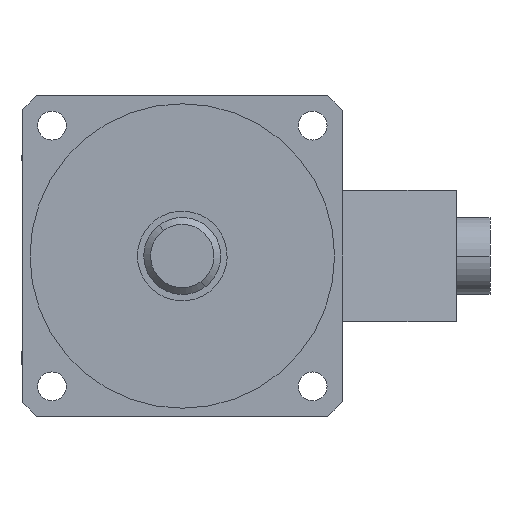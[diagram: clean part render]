
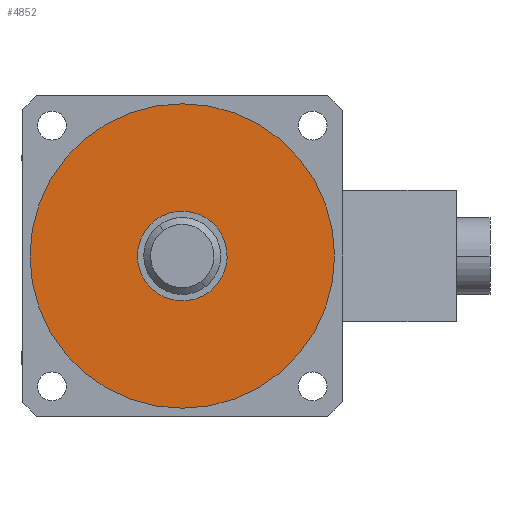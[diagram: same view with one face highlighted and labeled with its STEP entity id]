
A CAD part, left-side view. The second image highlights one B-rep face of the part: STEP entity #4852.
In plain terms, the highlighted planar face has unit normal (-1, 0, 0).
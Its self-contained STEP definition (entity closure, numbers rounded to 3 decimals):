
#67 = VERTEX_POINT ( 'NONE', #1091 ) ;
#97 = EDGE_LOOP ( 'NONE', ( #4933, #5027 ) ) ;
#144 = EDGE_LOOP ( 'NONE', ( #5100, #5153 ) ) ;
#467 = EDGE_CURVE ( 'NONE', #1256, #497, #3022, .T. ) ;
#497 = VERTEX_POINT ( 'NONE', #3202 ) ;
#1091 = CARTESIAN_POINT ( 'NONE',  ( -3., -12., 0. ) ) ;
#1256 = VERTEX_POINT ( 'NONE', #2405 ) ;
#2131 = EDGE_CURVE ( 'NONE', #497, #1256, #2942, .T. ) ;
#2405 = CARTESIAN_POINT ( 'NONE',  ( -3., 47.5, 0. ) ) ;
#2540 = CARTESIAN_POINT ( 'NONE',  ( -3., 12., 0. ) ) ;
#2942 = CIRCLE ( 'NONE', #2943, 47.5 ) ;
#2943 = AXIS2_PLACEMENT_3D ( 'NONE', #2944, #2945, #2946 ) ;
#2944 = CARTESIAN_POINT ( 'NONE',  ( -3., 0., 0. ) ) ;
#2945 = DIRECTION ( 'NONE',  ( -1., 0., 0. ) ) ;
#2946 = DIRECTION ( 'NONE',  ( 0., -1., 0. ) ) ;
#2950 = CIRCLE ( 'NONE', #2951, 12. ) ;
#2951 = AXIS2_PLACEMENT_3D ( 'NONE', #2952, #2953, #2954 ) ;
#2952 = CARTESIAN_POINT ( 'NONE',  ( -3., 0., 0. ) ) ;
#2953 = DIRECTION ( 'NONE',  ( -1., 0., 0. ) ) ;
#2954 = DIRECTION ( 'NONE',  ( 0., -1., 0. ) ) ;
#3022 = CIRCLE ( 'NONE', #3023, 47.5 ) ;
#3023 = AXIS2_PLACEMENT_3D ( 'NONE', #3024, #3025, #3026 ) ;
#3024 = CARTESIAN_POINT ( 'NONE',  ( -3., 0., 0. ) ) ;
#3025 = DIRECTION ( 'NONE',  ( -1., 0., 0. ) ) ;
#3026 = DIRECTION ( 'NONE',  ( 0., -1., 0. ) ) ;
#3096 = FACE_BOUND ( 'NONE', #97, .T. ) ;
#3097 = FACE_OUTER_BOUND ( 'NONE', #144, .T. ) ;
#3098 = PLANE ( 'NONE',  #3099 ) ;
#3099 = AXIS2_PLACEMENT_3D ( 'NONE', #3100, #3101, #3102 ) ;
#3100 = CARTESIAN_POINT ( 'NONE',  ( -3., 12., 0. ) ) ;
#3101 = DIRECTION ( 'NONE',  ( 1., 0., 0. ) ) ;
#3102 = DIRECTION ( 'NONE',  ( 0., 1., 0. ) ) ;
#3202 = CARTESIAN_POINT ( 'NONE',  ( -3., -47.5, 0. ) ) ;
#3522 = CIRCLE ( 'NONE', #3523, 12. ) ;
#3523 = AXIS2_PLACEMENT_3D ( 'NONE', #3524, #3525, #3526 ) ;
#3524 = CARTESIAN_POINT ( 'NONE',  ( -3., 0., 0. ) ) ;
#3525 = DIRECTION ( 'NONE',  ( -1., 0., 0. ) ) ;
#3526 = DIRECTION ( 'NONE',  ( 0., -1., 0. ) ) ;
#4852 = ADVANCED_FACE ( 'NONE', ( #3096, #3097 ), #3098, .F. ) ;
#4933 = ORIENTED_EDGE ( 'NONE', *, *, #4971, .F. ) ;
#4971 = EDGE_CURVE ( 'NONE', #67, #5283, #3522, .T. ) ;
#5027 = ORIENTED_EDGE ( 'NONE', *, *, #5343, .F. ) ;
#5100 = ORIENTED_EDGE ( 'NONE', *, *, #2131, .T. ) ;
#5153 = ORIENTED_EDGE ( 'NONE', *, *, #467, .T. ) ;
#5283 = VERTEX_POINT ( 'NONE', #2540 ) ;
#5343 = EDGE_CURVE ( 'NONE', #5283, #67, #2950, .T. ) ;
